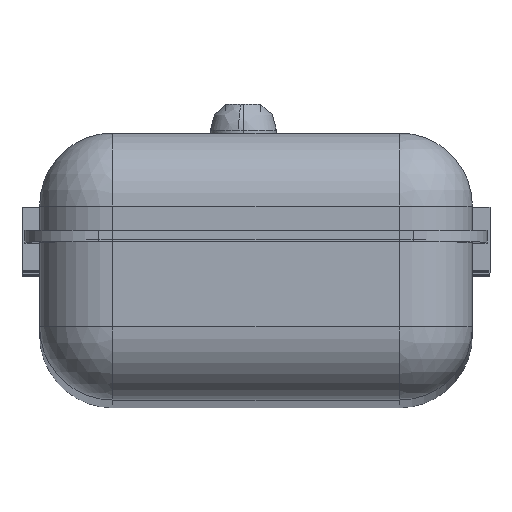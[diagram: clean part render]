
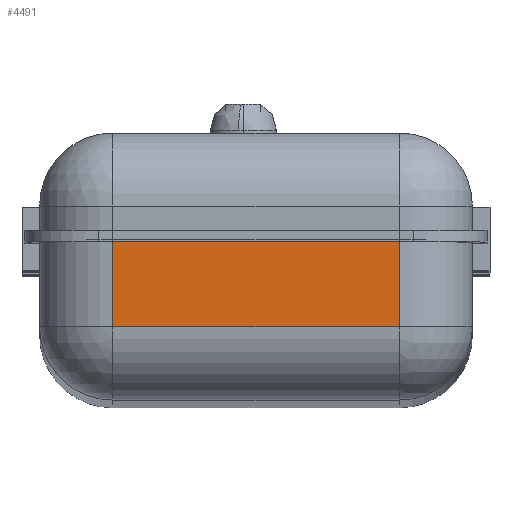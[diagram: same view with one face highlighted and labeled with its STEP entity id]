
A CAD part, top view. The second image highlights one B-rep face of the part: STEP entity #4491.
In plain terms, the highlighted planar face has unit normal (0, 0, 1).
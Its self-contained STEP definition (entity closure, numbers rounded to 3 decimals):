
#174 = CARTESIAN_POINT ( 'NONE',  ( 0., 6.565, 0. ) ) ;
#400 = EDGE_LOOP ( 'NONE', ( #4203, #4898, #4358, #5084 ) ) ;
#542 = EDGE_CURVE ( 'NONE', #4490, #4962, #5780, .T. ) ;
#610 = VECTOR ( 'NONE', #957, 1000. ) ;
#948 = VECTOR ( 'NONE', #8132, 1000. ) ;
#957 = DIRECTION ( 'NONE',  ( 0., -1., 0. ) ) ;
#1339 = CARTESIAN_POINT ( 'NONE',  ( 0., 0., 0. ) ) ;
#1473 = AXIS2_PLACEMENT_3D ( 'NONE', #1339, #5853, #1979 ) ;
#1979 = DIRECTION ( 'NONE',  ( 1., 0., 0. ) ) ;
#2128 = DIRECTION ( 'NONE',  ( 0., 1., 0. ) ) ;
#2333 = LINE ( 'NONE', #3517, #610 ) ;
#2359 = VECTOR ( 'NONE', #2128, 1000. ) ;
#2981 = EDGE_CURVE ( 'NONE', #3154, #7913, #2333, .T. ) ;
#3133 = EDGE_CURVE ( 'NONE', #7913, #4490, #4155, .T. ) ;
#3154 = VERTEX_POINT ( 'NONE', #3421 ) ;
#3222 = CARTESIAN_POINT ( 'NONE',  ( -15.878, 6.565, 0. ) ) ;
#3421 = CARTESIAN_POINT ( 'NONE',  ( -15.878, 36.565, 0. ) ) ;
#3517 = CARTESIAN_POINT ( 'NONE',  ( -15.878, 0., 0. ) ) ;
#4155 = LINE ( 'NONE', #174, #5647 ) ;
#4203 = ORIENTED_EDGE ( 'NONE', *, *, #3133, .T. ) ;
#4358 = ORIENTED_EDGE ( 'NONE', *, *, #6471, .T. ) ;
#4490 = VERTEX_POINT ( 'NONE', #6473 ) ;
#4491 = ADVANCED_FACE ( 'NONE', ( #8388 ), #5825, .T. ) ;
#4898 = ORIENTED_EDGE ( 'NONE', *, *, #542, .T. ) ;
#4962 = VERTEX_POINT ( 'NONE', #6987 ) ;
#5084 = ORIENTED_EDGE ( 'NONE', *, *, #2981, .T. ) ;
#5322 = DIRECTION ( 'NONE',  ( 1., 0., 0. ) ) ;
#5647 = VECTOR ( 'NONE', #5322, 1000. ) ;
#5780 = LINE ( 'NONE', #6020, #2359 ) ;
#5825 = PLANE ( 'NONE',  #1473 ) ;
#5853 = DIRECTION ( 'NONE',  ( 0., 0., 1. ) ) ;
#6020 = CARTESIAN_POINT ( 'NONE',  ( 82.122, 0., 0. ) ) ;
#6471 = EDGE_CURVE ( 'NONE', #4962, #3154, #7828, .T. ) ;
#6473 = CARTESIAN_POINT ( 'NONE',  ( 82.122, 6.565, 0. ) ) ;
#6987 = CARTESIAN_POINT ( 'NONE',  ( 82.122, 36.565, 0. ) ) ;
#7487 = CARTESIAN_POINT ( 'NONE',  ( -40.878, 36.565, 0. ) ) ;
#7828 = LINE ( 'NONE', #7487, #948 ) ;
#7913 = VERTEX_POINT ( 'NONE', #3222 ) ;
#8132 = DIRECTION ( 'NONE',  ( -1., 0., 0. ) ) ;
#8388 = FACE_OUTER_BOUND ( 'NONE', #400, .T. ) ;
